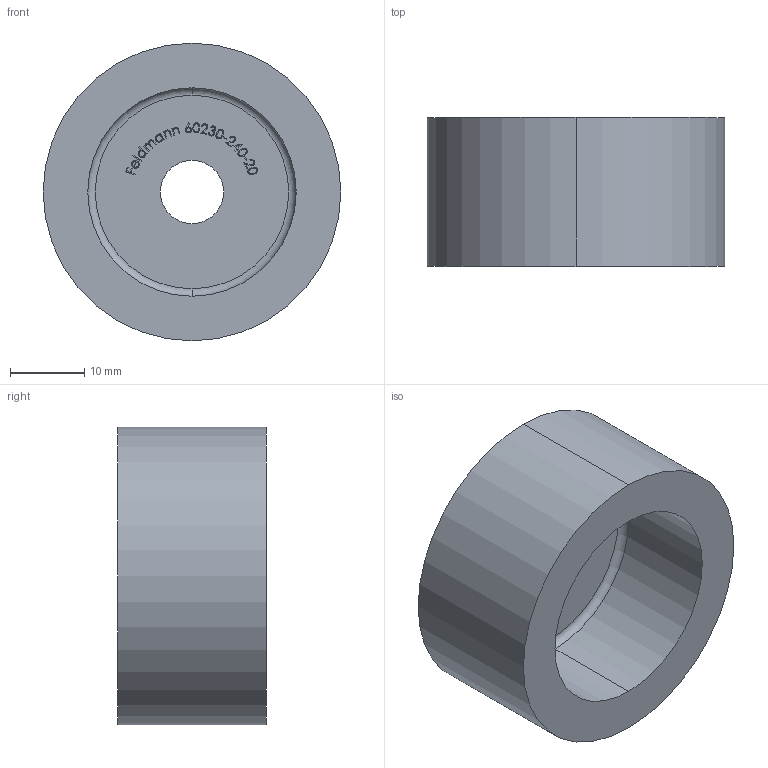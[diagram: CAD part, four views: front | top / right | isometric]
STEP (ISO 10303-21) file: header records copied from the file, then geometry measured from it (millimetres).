
FILE_DESCRIPTION (( 'STEP AP203' ), '1' );
FILE_NAME ('60230-240-20.step', '2020-10-27T08:38:29', ( '' ), ( '' ), 'SwSTEP 2.0', 'SolidWorks 2018', '' );
FILE_SCHEMA (( 'CONFIG_CONTROL_DESIGN' ));
Length unit declared in the file: millimetre
Products named in the file (2): 60230-240-20
Bounding box: 40 x 20 x 40 mm (x, y, z)
Volume: 15627.2 mm3; surface area: 6331.6 mm2
Topology: 1 solids, 1 shells, 266 faces, 698 edges, 464 vertices
Faces by surface type: plane 131, bspline 125, cylinder 6, torus 2, cone 2
Entity records: 15733 total; most frequent: CARTESIAN_POINT 9851, ORIENTED_EDGE 1396, DIRECTION 752, EDGE_CURVE 698, VERTEX_POINT 464, LINE 430, VECTOR 430, EDGE_LOOP 298
